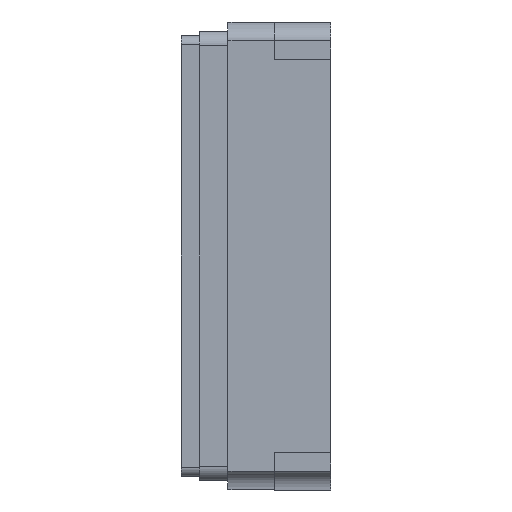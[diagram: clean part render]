
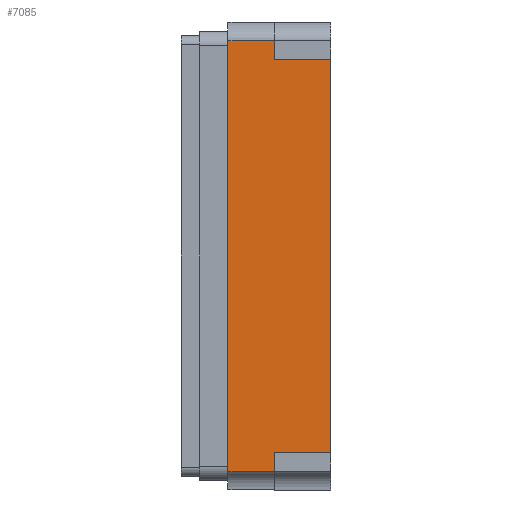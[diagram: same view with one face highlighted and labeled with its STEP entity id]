
A CAD part, left-side view. The second image highlights one B-rep face of the part: STEP entity #7085.
In plain terms, the highlighted planar face has unit normal (-1, 0, 0).
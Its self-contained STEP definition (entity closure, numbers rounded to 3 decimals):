
#47 = EDGE_CURVE ( 'NONE', #6257, #791, #6136, .T. ) ;
#100 = CARTESIAN_POINT ( 'NONE',  ( -1.6, -0.275, 1.15 ) ) ;
#129 = DIRECTION ( 'NONE',  ( 0., 0., -1. ) ) ;
#791 = VERTEX_POINT ( 'NONE', #2784 ) ;
#1019 = DIRECTION ( 'NONE',  ( 0., -1., 0. ) ) ;
#1028 = EDGE_CURVE ( 'NONE', #3417, #8278, #8320, .T. ) ;
#1126 = AXIS2_PLACEMENT_3D ( 'NONE', #5963, #7891, #7252 ) ;
#1185 = ORIENTED_EDGE ( 'NONE', *, *, #1028, .F. ) ;
#1262 = VECTOR ( 'NONE', #129, 1000. ) ;
#1640 = EDGE_CURVE ( 'NONE', #791, #6563, #8194, .T. ) ;
#1702 = VECTOR ( 'NONE', #1019, 1000. ) ;
#1971 = VECTOR ( 'NONE', #8398, 1000. ) ;
#2264 = DIRECTION ( 'NONE',  ( 0., 0., 1. ) ) ;
#2289 = CARTESIAN_POINT ( 'NONE',  ( -1.6, 0.025, 1.15 ) ) ;
#2642 = LINE ( 'NONE', #7735, #6408 ) ;
#2716 = DIRECTION ( 'NONE',  ( 0., 0., 1. ) ) ;
#2784 = CARTESIAN_POINT ( 'NONE',  ( -1.6, 0.275, -1.15 ) ) ;
#3088 = LINE ( 'NONE', #6356, #1971 ) ;
#3367 = LINE ( 'NONE', #100, #8069 ) ;
#3417 = VERTEX_POINT ( 'NONE', #7028 ) ;
#3720 = LINE ( 'NONE', #5053, #1702 ) ;
#4131 = CARTESIAN_POINT ( 'NONE',  ( -1.6, -0.275, -1.15 ) ) ;
#4259 = CARTESIAN_POINT ( 'NONE',  ( -1.6, 0.275, 1.15 ) ) ;
#4263 = VECTOR ( 'NONE', #2264, 1000. ) ;
#4298 = ORIENTED_EDGE ( 'NONE', *, *, #8285, .F. ) ;
#4342 = CARTESIAN_POINT ( 'NONE',  ( -1.6, 0.025, -1.051 ) ) ;
#4578 = ORIENTED_EDGE ( 'NONE', *, *, #47, .F. ) ;
#4810 = VERTEX_POINT ( 'NONE', #2289 ) ;
#4920 = ORIENTED_EDGE ( 'NONE', *, *, #7008, .F. ) ;
#4953 = ORIENTED_EDGE ( 'NONE', *, *, #1640, .F. ) ;
#5039 = DIRECTION ( 'NONE',  ( 0., 1., 0. ) ) ;
#5053 = CARTESIAN_POINT ( 'NONE',  ( -1.6, 0.025, 1.051 ) ) ;
#5135 = FACE_OUTER_BOUND ( 'NONE', #6903, .T. ) ;
#5161 = VECTOR ( 'NONE', #6827, 1000. ) ;
#5241 = LINE ( 'NONE', #5977, #1262 ) ;
#5268 = PLANE ( 'NONE',  #1126 ) ;
#5354 = EDGE_CURVE ( 'NONE', #4810, #6563, #2642, .T. ) ;
#5399 = CARTESIAN_POINT ( 'NONE',  ( -1.6, 0.025, -1.15 ) ) ;
#5431 = ORIENTED_EDGE ( 'NONE', *, *, #6604, .T. ) ;
#5605 = ORIENTED_EDGE ( 'NONE', *, *, #8132, .F. ) ;
#5687 = CARTESIAN_POINT ( 'NONE',  ( -1.6, -0.275, 1.051 ) ) ;
#5963 = CARTESIAN_POINT ( 'NONE',  ( -1.6, -0.275, 1.15 ) ) ;
#5977 = CARTESIAN_POINT ( 'NONE',  ( -1.6, 0.025, 1.15 ) ) ;
#6027 = CARTESIAN_POINT ( 'NONE',  ( -1.6, 0.025, -1.051 ) ) ;
#6136 = LINE ( 'NONE', #4131, #5161 ) ;
#6167 = VERTEX_POINT ( 'NONE', #5687 ) ;
#6257 = VERTEX_POINT ( 'NONE', #5399 ) ;
#6316 = VECTOR ( 'NONE', #5039, 1000. ) ;
#6356 = CARTESIAN_POINT ( 'NONE',  ( -1.6, 0.025, 1.15 ) ) ;
#6408 = VECTOR ( 'NONE', #7044, 1000. ) ;
#6462 = CARTESIAN_POINT ( 'NONE',  ( -1.6, 0.025, 1.051 ) ) ;
#6563 = VERTEX_POINT ( 'NONE', #7973 ) ;
#6604 = EDGE_CURVE ( 'NONE', #3417, #6167, #3367, .T. ) ;
#6827 = DIRECTION ( 'NONE',  ( 0., 1., 0. ) ) ;
#6903 = EDGE_LOOP ( 'NONE', ( #4920, #4298, #7398, #4953, #4578, #5605, #1185, #5431 ) ) ;
#7008 = EDGE_CURVE ( 'NONE', #7871, #6167, #3720, .T. ) ;
#7028 = CARTESIAN_POINT ( 'NONE',  ( -1.6, -0.275, -1.051 ) ) ;
#7044 = DIRECTION ( 'NONE',  ( 0., 1., 0. ) ) ;
#7085 = ADVANCED_FACE ( 'NONE', ( #5135 ), #5268, .T. ) ;
#7252 = DIRECTION ( 'NONE',  ( 0., 0., 1. ) ) ;
#7398 = ORIENTED_EDGE ( 'NONE', *, *, #5354, .T. ) ;
#7735 = CARTESIAN_POINT ( 'NONE',  ( -1.6, -0.275, 1.15 ) ) ;
#7871 = VERTEX_POINT ( 'NONE', #6462 ) ;
#7891 = DIRECTION ( 'NONE',  ( -1., 0., 0. ) ) ;
#7973 = CARTESIAN_POINT ( 'NONE',  ( -1.6, 0.275, 1.15 ) ) ;
#8069 = VECTOR ( 'NONE', #2716, 1000. ) ;
#8132 = EDGE_CURVE ( 'NONE', #8278, #6257, #3088, .T. ) ;
#8194 = LINE ( 'NONE', #4259, #4263 ) ;
#8278 = VERTEX_POINT ( 'NONE', #6027 ) ;
#8285 = EDGE_CURVE ( 'NONE', #4810, #7871, #5241, .T. ) ;
#8320 = LINE ( 'NONE', #4342, #6316 ) ;
#8398 = DIRECTION ( 'NONE',  ( 0., 0., -1. ) ) ;
